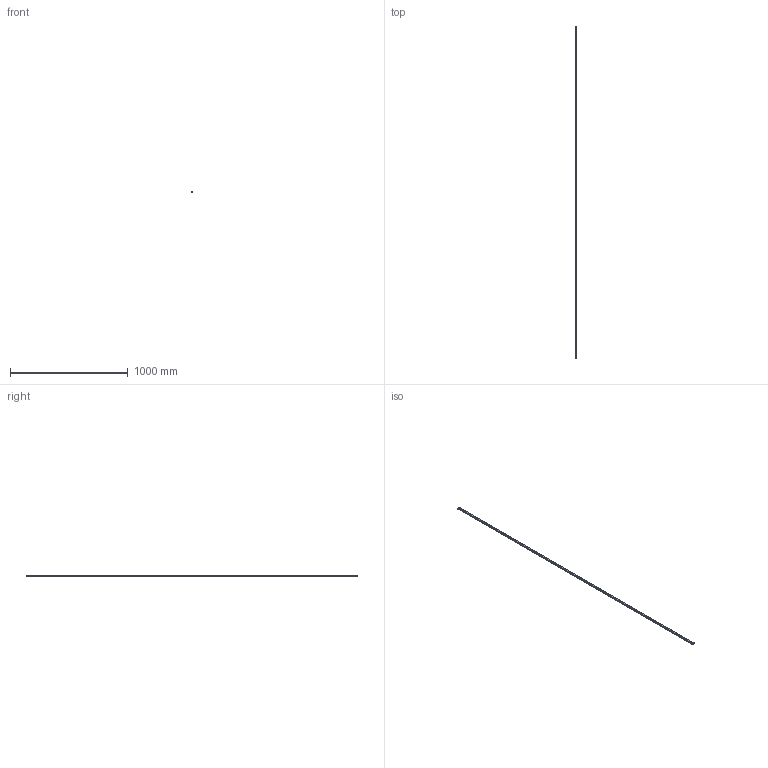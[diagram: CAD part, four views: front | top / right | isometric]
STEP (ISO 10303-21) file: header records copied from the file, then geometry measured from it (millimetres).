
FILE_DESCRIPTION(('STEP AP214'),'1');
FILE_NAME('cctmp_712C9FF7-DC28-4A72-91E3-8DEF1309249C_2021_02_03_11_38_00_0830..stp','2021-02-03T10:38:01',('HIWIN GmbH'),('CADClick - www.CADClick.com'),'Spatial InterOp 3D',' ','unknown authorization');
FILE_SCHEMA(('AUTOMOTIVE_DESIGN'));
Length unit declared in the file: millimetre
Products named in the file (1): EGR15U2820C_FILE
Bounding box: 15 x 2820 x 12.5 mm (x, y, z)
Volume: 449228.6 mm3; surface area: 171741.5 mm2
Topology: 1 solids, 1 shells, 573 faces, 1419 edges, 946 vertices
Faces by surface type: cylinder 300, plane 273
Entity records: 22009 total; most frequent: DIRECTION 3355, CARTESIAN_POINT 2939, ORIENTED_EDGE 2838, EDGE_CURVE 1419, AXIS2_PLACEMENT_3D 1362, VERTEX_POINT 946, EDGE_LOOP 671, LINE 631
